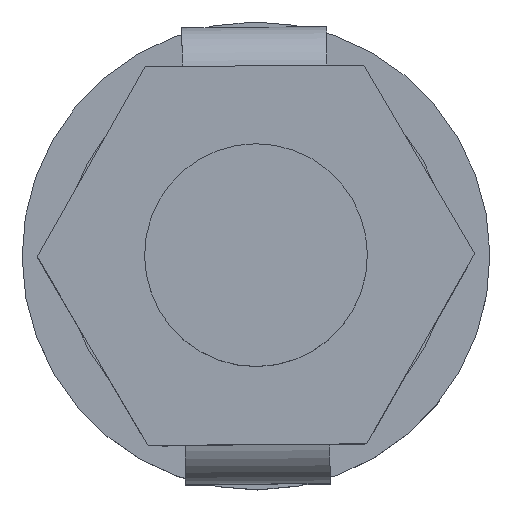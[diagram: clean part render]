
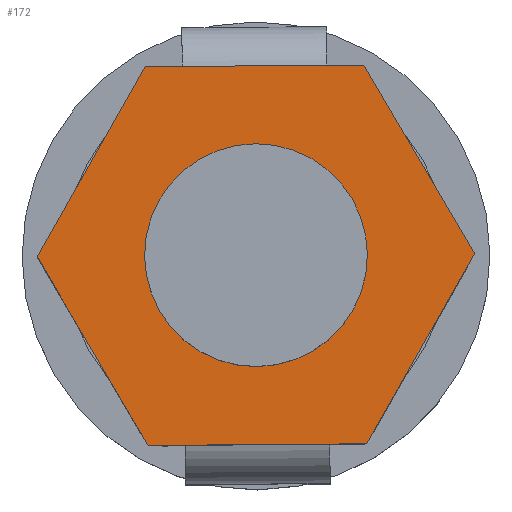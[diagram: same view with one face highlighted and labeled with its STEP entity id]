
A CAD part, top view. The second image highlights one B-rep face of the part: STEP entity #172.
In plain terms, the highlighted planar face has unit normal (0, 0, 1).
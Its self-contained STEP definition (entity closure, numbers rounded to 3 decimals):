
#84=AXIS2_PLACEMENT_3D('Circle Axis2P3D',#82,#83,$) ;
#102=AXIS2_PLACEMENT_3D('Circle Axis2P3D',#100,#101,$) ;
#116=AXIS2_PLACEMENT_3D('Plane Axis2P3D',#113,#114,#115) ;
#72=CARTESIAN_POINT('Vertex',(5.5,10.462,46.14)) ;
#79=CARTESIAN_POINT('Vertex',(15.5,10.538,46.14)) ;
#82=CARTESIAN_POINT('Axis2P3D Location',(10.5,10.5,46.14)) ;
#100=CARTESIAN_POINT('Axis2P3D Location',(10.5,10.5,46.14)) ;
#113=CARTESIAN_POINT('Axis2P3D Location',(10.5,10.5,46.14)) ;
#118=CARTESIAN_POINT('Line Origine',(17.829,14.805,46.14)) ;
#122=CARTESIAN_POINT('Vertex',(15.343,19.037,46.14)) ;
#124=CARTESIAN_POINT('Vertex',(20.315,10.574,46.14)) ;
#127=CARTESIAN_POINT('Line Origine',(10.436,19.,46.14)) ;
#131=CARTESIAN_POINT('Vertex',(5.529,18.963,46.14)) ;
#134=CARTESIAN_POINT('Line Origine',(3.107,14.694,46.14)) ;
#138=CARTESIAN_POINT('Vertex',(0.685,10.426,46.14)) ;
#141=CARTESIAN_POINT('Line Origine',(3.171,6.195,46.14)) ;
#145=CARTESIAN_POINT('Vertex',(5.657,1.963,46.14)) ;
#148=CARTESIAN_POINT('Line Origine',(10.564,2.,46.14)) ;
#152=CARTESIAN_POINT('Vertex',(15.471,2.037,46.14)) ;
#155=CARTESIAN_POINT('Line Origine',(17.893,6.306,46.14)) ;
#83=DIRECTION('Axis2P3D Direction',(0.,0.,-1.)) ;
#101=DIRECTION('Axis2P3D Direction',(0.,0.,-1.)) ;
#114=DIRECTION('Axis2P3D Direction',(0.,0.,-1.)) ;
#115=DIRECTION('Axis2P3D XDirection',(0.87,-0.493,0.)) ;
#119=DIRECTION('Vector Direction',(0.507,-0.862,0.)) ;
#128=DIRECTION('Vector Direction',(1.,0.008,0.)) ;
#135=DIRECTION('Vector Direction',(0.493,0.87,0.)) ;
#142=DIRECTION('Vector Direction',(-0.507,0.862,0.)) ;
#149=DIRECTION('Vector Direction',(-1.,-0.008,0.)) ;
#156=DIRECTION('Vector Direction',(-0.493,-0.87,0.)) ;
#120=VECTOR('Line Direction',#119,1.) ;
#129=VECTOR('Line Direction',#128,1.) ;
#136=VECTOR('Line Direction',#135,1.) ;
#143=VECTOR('Line Direction',#142,1.) ;
#150=VECTOR('Line Direction',#149,1.) ;
#157=VECTOR('Line Direction',#156,1.) ;
#161=ORIENTED_EDGE('',*,*,#126,.F.) ;
#162=ORIENTED_EDGE('',*,*,#133,.F.) ;
#163=ORIENTED_EDGE('',*,*,#140,.F.) ;
#164=ORIENTED_EDGE('',*,*,#147,.F.) ;
#165=ORIENTED_EDGE('',*,*,#154,.F.) ;
#166=ORIENTED_EDGE('',*,*,#159,.F.) ;
#169=ORIENTED_EDGE('',*,*,#86,.T.) ;
#170=ORIENTED_EDGE('',*,*,#104,.T.) ;
#171=FACE_BOUND('',#168,.T.) ;
#172=ADVANCED_FACE('Hauptk\X2\00F6\X0\rper.1.1',(#167,#171),#117,.F.) ;
#85=CIRCLE('generated circle',#84,5.) ;
#103=CIRCLE('generated circle',#102,5.) ;
#86=EDGE_CURVE('',#73,#80,#85,.T.) ;
#104=EDGE_CURVE('',#80,#73,#103,.T.) ;
#126=EDGE_CURVE('',#123,#125,#121,.T.) ;
#133=EDGE_CURVE('',#132,#123,#130,.T.) ;
#140=EDGE_CURVE('',#139,#132,#137,.T.) ;
#147=EDGE_CURVE('',#146,#139,#144,.T.) ;
#154=EDGE_CURVE('',#153,#146,#151,.T.) ;
#159=EDGE_CURVE('',#125,#153,#158,.T.) ;
#160=EDGE_LOOP('',(#161,#162,#163,#164,#165,#166)) ;
#168=EDGE_LOOP('',(#169,#170)) ;
#167=FACE_OUTER_BOUND('',#160,.T.) ;
#121=LINE('Line',#118,#120) ;
#130=LINE('Line',#127,#129) ;
#137=LINE('Line',#134,#136) ;
#144=LINE('Line',#141,#143) ;
#151=LINE('Line',#148,#150) ;
#158=LINE('Line',#155,#157) ;
#117=PLANE('',#116) ;
#73=VERTEX_POINT('',#72) ;
#80=VERTEX_POINT('',#79) ;
#123=VERTEX_POINT('',#122) ;
#125=VERTEX_POINT('',#124) ;
#132=VERTEX_POINT('',#131) ;
#139=VERTEX_POINT('',#138) ;
#146=VERTEX_POINT('',#145) ;
#153=VERTEX_POINT('',#152) ;
